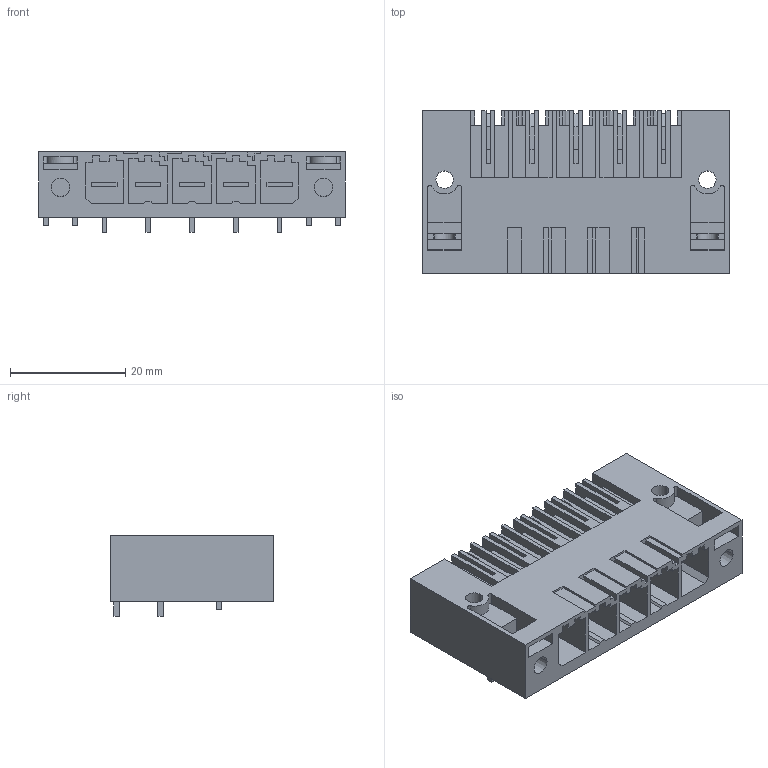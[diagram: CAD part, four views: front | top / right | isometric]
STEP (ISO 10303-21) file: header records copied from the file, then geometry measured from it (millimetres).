
FILE_DESCRIPTION(('CATIA V5 STEP','CAx-IF Rec.Pracs.--- Model Styling and Organization---1.4--- 2014-01-23'),'2;1');
FILE_NAME ('188630-5_0_2499670000_2499670000.stp','2023-09-25T08:21:11+00:00',('none'),('Weidmueller'),'CATIA Version 5-6 Release 2016 SP3 HF44','CATIA V5 STEP AP214','none');
FILE_SCHEMA(('AUTOMOTIVE_DESIGN { 1 0 10303 214 1 1 1 1 }'));
Length unit declared in the file: millimetre
Products named in the file (1): 2499670000
Bounding box: 53.34 x 28.3 x 14 mm (x, y, z)
Volume: 9518.3 mm3; surface area: 12329.3 mm2
Topology: 10 solids, 10 shells, 649 faces, 1894 edges, 1276 vertices
Faces by surface type: plane 609, cylinder 36, cone 4
Entity records: 19949 total; most frequent: ORIENTED_EDGE 3788, CARTESIAN_POINT 3661, DIRECTION 2677, EDGE_CURVE 1894, VECTOR 1793, LINE 1793, VERTEX_POINT 1276, EDGE_LOOP 682
